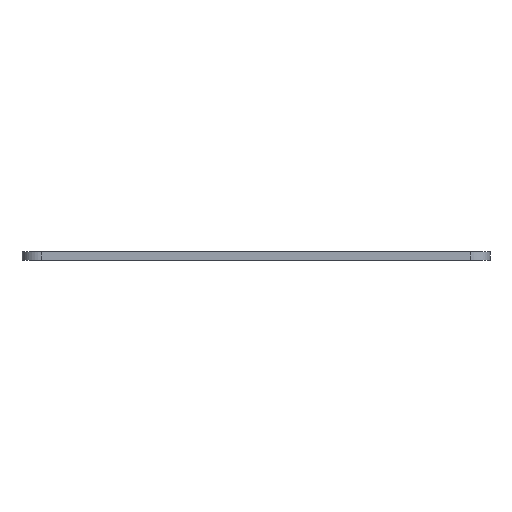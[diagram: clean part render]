
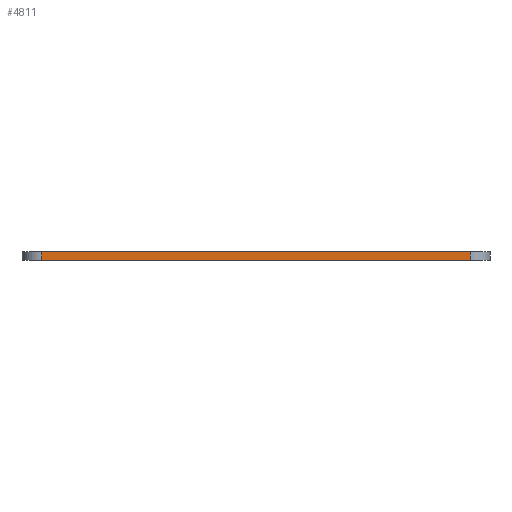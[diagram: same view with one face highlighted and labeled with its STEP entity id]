
A CAD part, left-side view. The second image highlights one B-rep face of the part: STEP entity #4811.
In plain terms, the highlighted planar face has unit normal (-1, 0, 0).
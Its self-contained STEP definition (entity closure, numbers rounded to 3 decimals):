
#140=PLANE('',#4928);
#396=FACE_OUTER_BOUND('',#676,.T.);
#676=EDGE_LOOP('',(#4379,#4380,#4381,#4382));
#1013=LINE('',#9741,#1379);
#1034=LINE('',#9804,#1400);
#1038=LINE('',#9820,#1404);
#1039=LINE('',#9822,#1405);
#1379=VECTOR('',#5403,10.);
#1400=VECTOR('',#5462,10.);
#1404=VECTOR('',#5482,10.);
#1405=VECTOR('',#5485,10.);
#2199=VERTEX_POINT('',#9738);
#2200=VERTEX_POINT('',#9740);
#2222=VERTEX_POINT('',#9801);
#2223=VERTEX_POINT('',#9803);
#2903=EDGE_CURVE('',#2199,#2200,#1013,.T.);
#2933=EDGE_CURVE('',#2222,#2223,#1034,.T.);
#2942=EDGE_CURVE('',#2200,#2222,#1038,.T.);
#2943=EDGE_CURVE('',#2223,#2199,#1039,.T.);
#4379=ORIENTED_EDGE('',*,*,#2942,.F.);
#4380=ORIENTED_EDGE('',*,*,#2903,.F.);
#4381=ORIENTED_EDGE('',*,*,#2943,.F.);
#4382=ORIENTED_EDGE('',*,*,#2933,.F.);
#4811=ADVANCED_FACE('',(#396),#140,.T.);
#4928=AXIS2_PLACEMENT_3D('',#9832,#5500,#5501);
#5403=DIRECTION('',(0.,-1.,0.));
#5462=DIRECTION('',(0.,1.,0.));
#5482=DIRECTION('',(0.,0.,-1.));
#5485=DIRECTION('',(0.,0.,1.));
#5500=DIRECTION('center_axis',(-1.,0.,0.));
#5501=DIRECTION('ref_axis',(0.,-1.,0.));
#9738=CARTESIAN_POINT('',(-175.1,76.1,3.));
#9740=CARTESIAN_POINT('',(-175.1,-76.1,3.));
#9741=CARTESIAN_POINT('',(-175.1,-83.1,3.));
#9801=CARTESIAN_POINT('',(-175.1,-76.1,0.));
#9803=CARTESIAN_POINT('',(-175.1,76.1,0.));
#9804=CARTESIAN_POINT('',(-175.1,-83.1,0.));
#9820=CARTESIAN_POINT('',(-175.1,-76.1,0.));
#9822=CARTESIAN_POINT('',(-175.1,76.1,0.));
#9832=CARTESIAN_POINT('Origin',(-175.1,83.1,0.));
